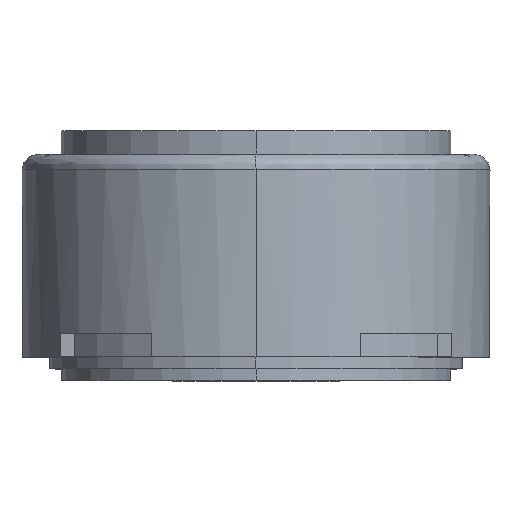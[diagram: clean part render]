
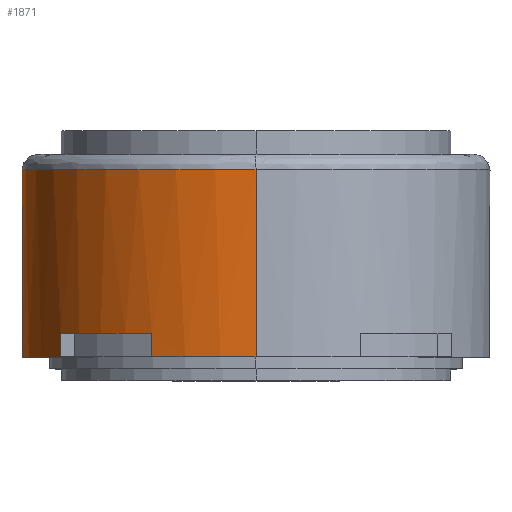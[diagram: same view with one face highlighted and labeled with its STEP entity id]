
A CAD part, top view. The second image highlights one B-rep face of the part: STEP entity #1871.
In plain terms, the highlighted cylindrical face has radius 3 mm (diameter 6 mm), a partial arc.
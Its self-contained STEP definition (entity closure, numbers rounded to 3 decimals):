
#3 = CARTESIAN_POINT ( 'NONE',  ( 3., 2.7, 0. ) ) ;
#37 = VERTEX_POINT ( 'NONE', #270 ) ;
#62 = VECTOR ( 'NONE', #1403, 1000. ) ;
#83 = DIRECTION ( 'NONE',  ( -1., 0., 0. ) ) ;
#91 = ORIENTED_EDGE ( 'NONE', *, *, #2274, .T. ) ;
#212 = VECTOR ( 'NONE', #1800, 1000. ) ;
#223 = ORIENTED_EDGE ( 'NONE', *, *, #1945, .F. ) ;
#270 = CARTESIAN_POINT ( 'NONE',  ( -3., 2.7, 0. ) ) ;
#274 = DIRECTION ( 'NONE',  ( 0., 1., 0. ) ) ;
#275 = ORIENTED_EDGE ( 'NONE', *, *, #634, .F. ) ;
#288 = CARTESIAN_POINT ( 'NONE',  ( 2.905, 0.3, -0.75 ) ) ;
#314 = EDGE_CURVE ( 'NONE', #2090, #2660, #1781, .T. ) ;
#330 = VECTOR ( 'NONE', #1299, 1000. ) ;
#342 = VERTEX_POINT ( 'NONE', #2436 ) ;
#355 = CARTESIAN_POINT ( 'NONE',  ( -1.65, 0.6, -2.505 ) ) ;
#394 = EDGE_CURVE ( 'NONE', #342, #2756, #1262, .T. ) ;
#420 = CIRCLE ( 'NONE', #1875, 3. ) ;
#423 = AXIS2_PLACEMENT_3D ( 'NONE', #638, #2195, #1723 ) ;
#502 = LINE ( 'NONE', #1853, #2485 ) ;
#503 = EDGE_CURVE ( 'NONE', #2160, #2310, #1529, .T. ) ;
#521 = ORIENTED_EDGE ( 'NONE', *, *, #2349, .T. ) ;
#555 = EDGE_CURVE ( 'NONE', #37, #2160, #2216, .T. ) ;
#597 = VERTEX_POINT ( 'NONE', #2689 ) ;
#634 = EDGE_CURVE ( 'NONE', #2539, #2649, #1976, .T. ) ;
#638 = CARTESIAN_POINT ( 'NONE',  ( 0., 0.6, 0. ) ) ;
#663 = ORIENTED_EDGE ( 'NONE', *, *, #2596, .T. ) ;
#698 = VECTOR ( 'NONE', #2585, 1000. ) ;
#746 = DIRECTION ( 'NONE',  ( 0., 1., 0. ) ) ;
#791 = DIRECTION ( 'NONE',  ( -1., 0., 0. ) ) ;
#832 = ORIENTED_EDGE ( 'NONE', *, *, #2394, .T. ) ;
#884 = CARTESIAN_POINT ( 'NONE',  ( -2.685, 0.3, -1.337 ) ) ;
#938 = DIRECTION ( 'NONE',  ( -1., 0., 0. ) ) ;
#1028 = DIRECTION ( 'NONE',  ( 0., -1., 0. ) ) ;
#1050 = ORIENTED_EDGE ( 'NONE', *, *, #314, .T. ) ;
#1078 = CARTESIAN_POINT ( 'NONE',  ( 3., 2.9, 0. ) ) ;
#1262 = CIRCLE ( 'NONE', #1636, 3. ) ;
#1285 = DIRECTION ( 'NONE',  ( 0., -1., 0. ) ) ;
#1299 = DIRECTION ( 'NONE',  ( 0., -1., 0. ) ) ;
#1338 = LINE ( 'NONE', #2515, #1410 ) ;
#1396 = CARTESIAN_POINT ( 'NONE',  ( 0., 0.3, 0. ) ) ;
#1397 = DIRECTION ( 'NONE',  ( 0., 1., 0. ) ) ;
#1403 = DIRECTION ( 'NONE',  ( 0., -1., 0. ) ) ;
#1410 = VECTOR ( 'NONE', #1787, 1000. ) ;
#1434 = CYLINDRICAL_SURFACE ( 'NONE', #2078, 3. ) ;
#1435 = ORIENTED_EDGE ( 'NONE', *, *, #503, .T. ) ;
#1454 = AXIS2_PLACEMENT_3D ( 'NONE', #2351, #746, #938 ) ;
#1529 = LINE ( 'NONE', #1078, #330 ) ;
#1586 = AXIS2_PLACEMENT_3D ( 'NONE', #1396, #1619, #2339 ) ;
#1589 = CARTESIAN_POINT ( 'NONE',  ( 0., 0.3, 0. ) ) ;
#1610 = CARTESIAN_POINT ( 'NONE',  ( -3., 2.9, 0. ) ) ;
#1619 = DIRECTION ( 'NONE',  ( 0., 1., 0. ) ) ;
#1636 = AXIS2_PLACEMENT_3D ( 'NONE', #1589, #1397, #2313 ) ;
#1690 = CARTESIAN_POINT ( 'NONE',  ( -1.65, 0.3, -2.505 ) ) ;
#1723 = DIRECTION ( 'NONE',  ( -1., 0., 0. ) ) ;
#1781 = CIRCLE ( 'NONE', #423, 3. ) ;
#1787 = DIRECTION ( 'NONE',  ( 0., -1., 0. ) ) ;
#1800 = DIRECTION ( 'NONE',  ( 0., 1., 0. ) ) ;
#1838 = CARTESIAN_POINT ( 'NONE',  ( 3., 0.3, 0. ) ) ;
#1841 = CARTESIAN_POINT ( 'NONE',  ( -2.685, 0.6, -1.337 ) ) ;
#1853 = CARTESIAN_POINT ( 'NONE',  ( 2.125, 2.9, -2.118 ) ) ;
#1871 = ADVANCED_FACE ( 'NONE', ( #2341 ), #1434, .T. ) ;
#1875 = AXIS2_PLACEMENT_3D ( 'NONE', #2292, #274, #83 ) ;
#1887 = DIRECTION ( 'NONE',  ( 0., -1., 0. ) ) ;
#1903 = CARTESIAN_POINT ( 'NONE',  ( 2.125, 0.6, -2.118 ) ) ;
#1906 = LINE ( 'NONE', #2805, #698 ) ;
#1909 = ORIENTED_EDGE ( 'NONE', *, *, #2219, .F. ) ;
#1924 = EDGE_LOOP ( 'NONE', ( #2005, #1435, #663, #832, #1050, #2171, #2139, #1909, #91, #275, #521, #223 ) ) ;
#1945 = EDGE_CURVE ( 'NONE', #37, #597, #2052, .T. ) ;
#1976 = LINE ( 'NONE', #1841, #212 ) ;
#1977 = CIRCLE ( 'NONE', #1586, 3. ) ;
#1979 = AXIS2_PLACEMENT_3D ( 'NONE', #2636, #1285, #2230 ) ;
#2005 = ORIENTED_EDGE ( 'NONE', *, *, #555, .T. ) ;
#2047 = VERTEX_POINT ( 'NONE', #355 ) ;
#2052 = LINE ( 'NONE', #1610, #62 ) ;
#2078 = AXIS2_PLACEMENT_3D ( 'NONE', #2809, #1028, #791 ) ;
#2090 = VERTEX_POINT ( 'NONE', #2152 ) ;
#2139 = ORIENTED_EDGE ( 'NONE', *, *, #394, .T. ) ;
#2152 = CARTESIAN_POINT ( 'NONE',  ( 2.905, 0.6, -0.75 ) ) ;
#2160 = VERTEX_POINT ( 'NONE', #3 ) ;
#2171 = ORIENTED_EDGE ( 'NONE', *, *, #2654, .T. ) ;
#2195 = DIRECTION ( 'NONE',  ( 0., 1., 0. ) ) ;
#2216 = CIRCLE ( 'NONE', #1979, 3. ) ;
#2219 = EDGE_CURVE ( 'NONE', #2047, #2756, #1338, .T. ) ;
#2230 = DIRECTION ( 'NONE',  ( -1., 0., 0. ) ) ;
#2274 = EDGE_CURVE ( 'NONE', #2047, #2649, #2720, .T. ) ;
#2292 = CARTESIAN_POINT ( 'NONE',  ( 0., 0.3, 0. ) ) ;
#2310 = VERTEX_POINT ( 'NONE', #1838 ) ;
#2313 = DIRECTION ( 'NONE',  ( -1., 0., 0. ) ) ;
#2337 = CARTESIAN_POINT ( 'NONE',  ( -2.685, 0.6, -1.337 ) ) ;
#2339 = DIRECTION ( 'NONE',  ( -1., 0., 0. ) ) ;
#2341 = FACE_OUTER_BOUND ( 'NONE', #1924, .T. ) ;
#2349 = EDGE_CURVE ( 'NONE', #2539, #597, #1977, .T. ) ;
#2351 = CARTESIAN_POINT ( 'NONE',  ( 0., 0.6, 0. ) ) ;
#2394 = EDGE_CURVE ( 'NONE', #2604, #2090, #1906, .T. ) ;
#2436 = CARTESIAN_POINT ( 'NONE',  ( 2.125, 0.3, -2.118 ) ) ;
#2485 = VECTOR ( 'NONE', #1887, 1000. ) ;
#2515 = CARTESIAN_POINT ( 'NONE',  ( -1.65, 0.6, -2.505 ) ) ;
#2539 = VERTEX_POINT ( 'NONE', #884 ) ;
#2585 = DIRECTION ( 'NONE',  ( 0., 1., 0. ) ) ;
#2596 = EDGE_CURVE ( 'NONE', #2310, #2604, #420, .T. ) ;
#2604 = VERTEX_POINT ( 'NONE', #288 ) ;
#2636 = CARTESIAN_POINT ( 'NONE',  ( 0., 2.7, 0. ) ) ;
#2649 = VERTEX_POINT ( 'NONE', #2337 ) ;
#2654 = EDGE_CURVE ( 'NONE', #2660, #342, #502, .T. ) ;
#2660 = VERTEX_POINT ( 'NONE', #1903 ) ;
#2689 = CARTESIAN_POINT ( 'NONE',  ( -3., 0.3, 0. ) ) ;
#2720 = CIRCLE ( 'NONE', #1454, 3. ) ;
#2756 = VERTEX_POINT ( 'NONE', #1690 ) ;
#2805 = CARTESIAN_POINT ( 'NONE',  ( 2.905, 2.9, -0.75 ) ) ;
#2809 = CARTESIAN_POINT ( 'NONE',  ( 0., 2.9, 0. ) ) ;
